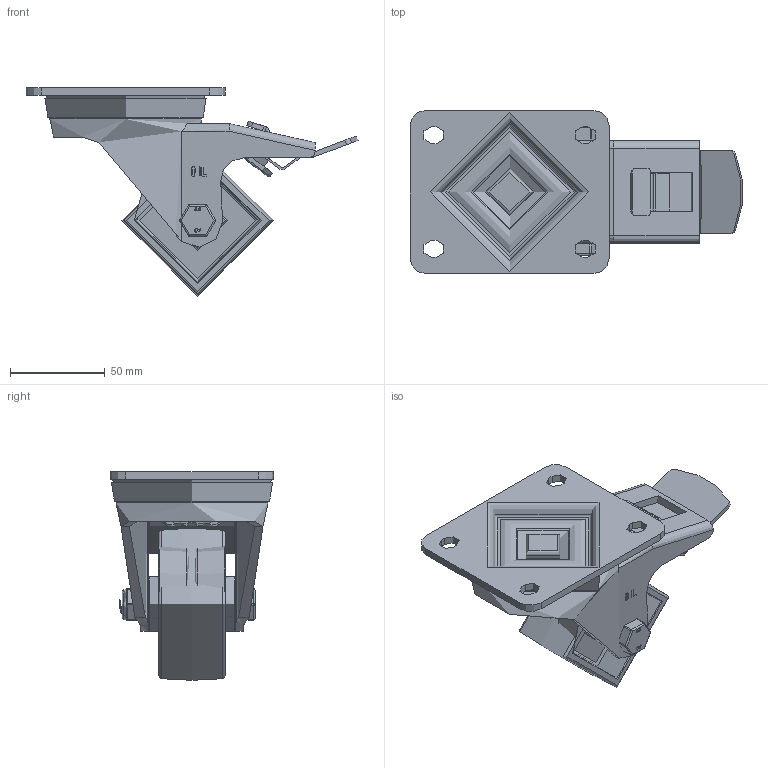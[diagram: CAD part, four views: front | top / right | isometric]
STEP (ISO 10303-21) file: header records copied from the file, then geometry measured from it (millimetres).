
FILE_DESCRIPTION(/* description */ (''),/* implementation_level */ '2;1');
FILE_NAME(/* name */ 'BZH80NYBSWB.step',/* time_stamp */ '2024-08-16T15:36:26+01:00',/* author */ (''),/* organization */ (''),/* preprocessor_version */ 'ST-DEVELOPER v20',/* originating_system */ 'Autodesk Translation Framework v13.14.0.145',/* authorisation */ '');
FILE_SCHEMA (('AUTOMOTIVE_DESIGN { 1 0 10303 214 3 1 1 }'));
Length unit declared in the file: millimetre
Products named in the file (25): BZH80NYBSWB; BZH80ASSWB v1; ZINC PLATED, PRESSED STEEL TOP PLATE; ZINC PLATED, PRESSED STEEL FORKS; BEARING SEAL; ZINC PLATED, PRESSED STEEL BRAKE PEDAL; BRAKE PAD; BRAKE PAD Geometry; BRAKE BOLT; BZMH80WNYRB v1; NYLON WHEEL; NYLON WHEEL2; CAP; ROLLER BEARING; CAGE; ribs; Component2; TUBEM12X46X10 v1; ZINC PLATED AXLE TUBE; HEXBOLTM10X65Z8.8FULL v2; GRADE 8.8 FULLY THREADED ZINC PLATED BOLT; NYLOCM10Z v1; NYLOC NUT; RUBBER; NUT
Assembly tree (31 placements, depth 5):
  BZH80NYBSWB
    BZH80ASSWB v1
      ZINC PLATED, PRESSED STEEL TOP PLATE
      ZINC PLATED, PRESSED STEEL FORKS
      BEARING SEAL
      ZINC PLATED, PRESSED STEEL BRAKE PEDAL
      BRAKE PAD
        BRAKE PAD Geometry
        BRAKE BOLT
    BZMH80WNYRB v1
      NYLON WHEEL
        NYLON WHEEL2
        CAP
      ROLLER BEARING
        CAGE
        ribs
          Component2  x8
    TUBEM12X46X10 v1
      ZINC PLATED AXLE TUBE
    HEXBOLTM10X65Z8.8FULL v2
      GRADE 8.8 FULLY THREADED ZINC PLATED BOLT
    NYLOCM10Z v1
      NYLOC NUT
        RUBBER
        NUT
Bounding box: 175.06 x 86 x 110 mm (x, y, z)
Volume: 240378 mm3; surface area: 127837.9 mm2
Topology: 21 solids, 21 shells, 752 faces, 1939 edges, 1240 vertices
Faces by surface type: plane 376, cylinder 268, bspline 59, torus 21, sphere 18, cone 10
Full cylindrical faces by diameter (mm): 3.75 x8, 8 x2, 8.141 x18, 9.85 x30, 10 x4, 10.2 x2, 11.95 x1, 12 x2, 12.4 x2, 12.5 x1, 16 x2, 19.5 x1, 20 x3, 25 x2, 29 x2, 31 x1, 32 x1, 59 x1, 72 x1, 80 x1
Entity records: 30450 total; most frequent: CARTESIAN_POINT 11948, ORIENTED_EDGE 3836, DIRECTION 3590, EDGE_CURVE 1918, AXIS2_PLACEMENT_3D 1243, VERTEX_POINT 1226, LINE 1104, VECTOR 1104
